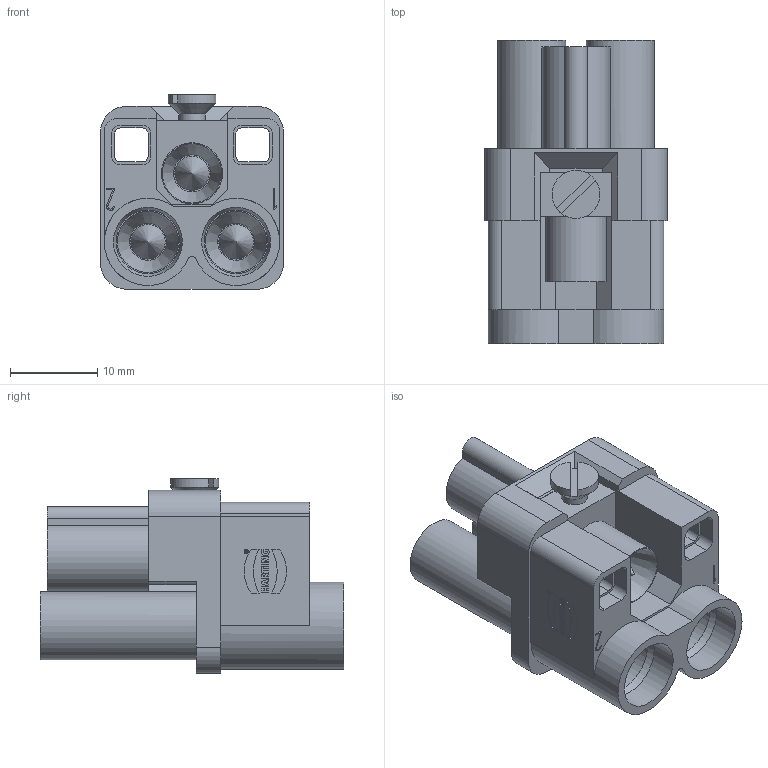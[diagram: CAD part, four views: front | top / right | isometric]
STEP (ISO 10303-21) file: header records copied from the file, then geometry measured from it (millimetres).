
FILE_DESCRIPTION(/* description */ (''),/* implementation_level */ '2;1');
FILE_NAME(/* name */ '100177096ugm000_c.stp',/* time_stamp */ '2017-12-08T10:30:50+01:00',/* author */ (''),/* organization */ (''),/* preprocessor_version */ 'ST-DEVELOPER v16',/* originating_system */ 'SIEMENS PLM Software NX 10.0',/* authorisation */ '');
FILE_SCHEMA (('AUTOMOTIVE_DESIGN { 1 0 10303 214 3 1 1 1 }'));
Length unit declared in the file: millimetre
Products named in the file (1): 100177096ugm000_c
Bounding box: 20.95 x 34.8 x 22.27 mm (x, y, z)
Volume: 5978.2 mm3; surface area: 6755.9 mm2
Topology: 1 solids, 1 shells, 324 faces, 828 edges, 550 vertices
Faces by surface type: plane 231, cylinder 72, cone 12, bspline 9
Full cylindrical faces by diameter (mm): 0.35 x1, 0.491 x1, 3 x1, 3.95 x3, 4.2 x5, 6 x3, 6.2 x3, 6.3 x1, 7 x1, 7.3 x2, 7.8 x2, 7.9 x2
Entity records: 10503 total; most frequent: CARTESIAN_POINT 1980, ORIENTED_EDGE 1568, DIRECTION 1564, EDGE_CURVE 784, LINE 600, VECTOR 600, VERTEX_POINT 545, AXIS2_PLACEMENT_3D 482
